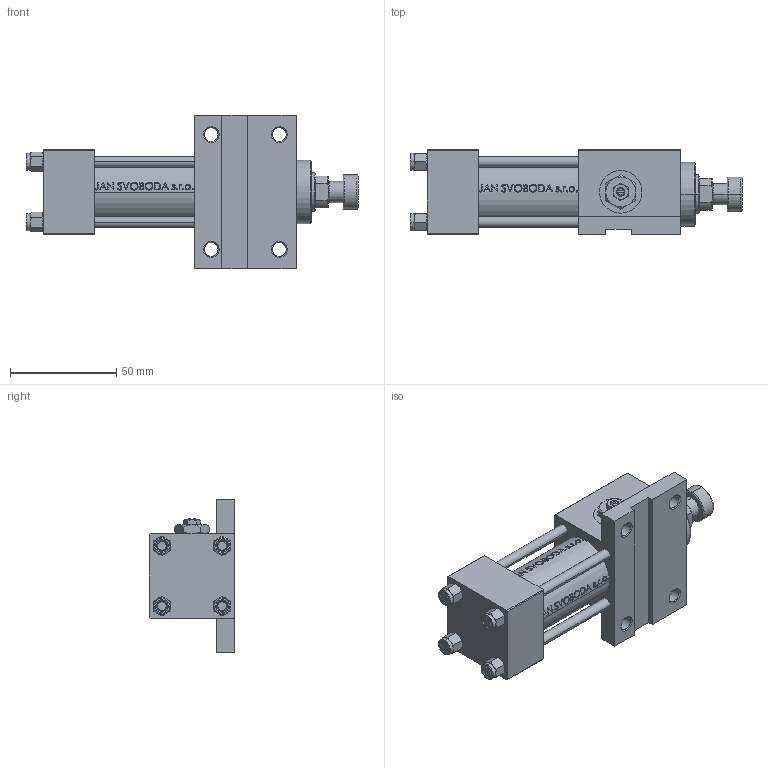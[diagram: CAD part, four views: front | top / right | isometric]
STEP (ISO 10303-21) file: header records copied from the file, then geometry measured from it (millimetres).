
FILE_DESCRIPTION (( 'STEP AP203' ), '1' );
FILE_NAME ('4dd9.STEP', '2023-01-17T16:48:45', ( '' ), ( '' ), 'SwSTEP 2.0', 'SolidWorks 2019', '' );
FILE_SCHEMA (( 'CONFIG_CONTROL_DESIGN' ));
Length unit declared in the file: millimetre
Products named in the file (8): V215CR_ROD_END_W 15e607fa23e9e9429ae00e73e9d82a46; V215_VC_A 15e607fa23e9e9429ae00e73e9d82a46; V215CR_VCP_F 15e607fa23e9e9429ae00e73e9d82a46; V215CR_F_Body 15e607fa23e9e9429ae00e73e9d82a46; Zatka_pro_OIL_PORT 15e607fa23e9e9429ae00e73e9d82a46; V215CR_F_TYCINKA 15e607fa23e9e9429ae00e73e9d82a46; 4dd9; NUT_M5_F 15e607fa23e9e9429ae00e73e9d82a46
Assembly tree (13 placements, depth 2):
  4dd9
    V215CR_F_Body 15e607fa23e9e9429ae00e73e9d82a46
    V215CR_VCP_F 15e607fa23e9e9429ae00e73e9d82a46
    V215CR_F_TYCINKA 15e607fa23e9e9429ae00e73e9d82a46  x4
    NUT_M5_F 15e607fa23e9e9429ae00e73e9d82a46  x4
    V215_VC_A 15e607fa23e9e9429ae00e73e9d82a46
    V215CR_ROD_END_W 15e607fa23e9e9429ae00e73e9d82a46
    Zatka_pro_OIL_PORT 15e607fa23e9e9429ae00e73e9d82a46
Bounding box: 156 x 40 x 72 mm (x, y, z)
Volume: 161232.8 mm3; surface area: 62668.9 mm2
Topology: 13 solids, 13 shells, 1167 faces, 2875 edges, 1849 vertices
Faces by surface type: plane 465, bspline 380, cone 174, cylinder 136, torus 12
Entity records: 49755 total; most frequent: CARTESIAN_POINT 26450, ORIENTED_EDGE 5242, DIRECTION 3391, EDGE_CURVE 2621, VERTEX_POINT 1705, LINE 1327, VECTOR 1327, EDGE_LOOP 1184
